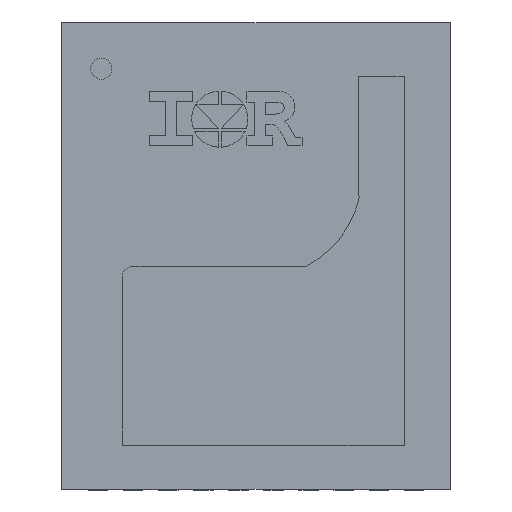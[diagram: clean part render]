
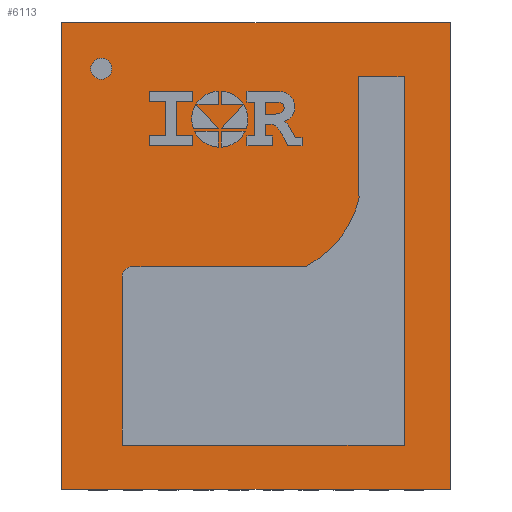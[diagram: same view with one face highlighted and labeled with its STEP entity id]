
A CAD part, top view. The second image highlights one B-rep face of the part: STEP entity #6113.
In plain terms, the highlighted planar face has unit normal (0, 0, 1).
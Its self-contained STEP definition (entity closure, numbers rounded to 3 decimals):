
#78=LINE('',#8843,#809);
#79=LINE('',#8845,#810);
#80=LINE('',#8847,#811);
#81=LINE('',#8848,#812);
#809=VECTOR('',#7048,1.);
#810=VECTOR('',#7049,1.);
#811=VECTOR('',#7050,1.);
#812=VECTOR('',#7051,1.);
#1541=PLANE('',#6508);
#1818=FACE_BOUND('',#2188,.T.);
#1824=FACE_OUTER_BOUND('',#2187,.T.);
#2187=EDGE_LOOP('',(#4227,#4228,#4229,#4230));
#2188=EDGE_LOOP('',(#4231));
#2551=CIRCLE('',#6505,0.135);
#2721=VERTEX_POINT('',#8835);
#2723=VERTEX_POINT('',#8841);
#2724=VERTEX_POINT('',#8842);
#2725=VERTEX_POINT('',#8844);
#2726=VERTEX_POINT('',#8846);
#3323=EDGE_CURVE('',#2721,#2721,#2551,.T.);
#3325=EDGE_CURVE('',#2723,#2724,#78,.T.);
#3326=EDGE_CURVE('',#2725,#2723,#79,.T.);
#3327=EDGE_CURVE('',#2726,#2725,#80,.T.);
#3328=EDGE_CURVE('',#2724,#2726,#81,.T.);
#4227=ORIENTED_EDGE('',*,*,#3325,.F.);
#4228=ORIENTED_EDGE('',*,*,#3326,.F.);
#4229=ORIENTED_EDGE('',*,*,#3327,.F.);
#4230=ORIENTED_EDGE('',*,*,#3328,.F.);
#4231=ORIENTED_EDGE('',*,*,#3323,.F.);
#6113=ADVANCED_FACE('',(#1824,#1818),#1541,.T.);
#6505=AXIS2_PLACEMENT_3D('',#8836,#7040,#7041);
#6508=AXIS2_PLACEMENT_3D('',#8840,#7046,#7047);
#7040=DIRECTION('center_axis',(0.,0.,1.));
#7041=DIRECTION('ref_axis',(0.,-1.,0.));
#7046=DIRECTION('center_axis',(0.,0.,1.));
#7047=DIRECTION('ref_axis',(1.,0.,0.));
#7048=DIRECTION('',(0.,1.,0.));
#7049=DIRECTION('',(-1.,0.,0.));
#7050=DIRECTION('',(0.,-1.,0.));
#7051=DIRECTION('',(1.,0.,0.));
#8835=CARTESIAN_POINT('',(-1.983,2.534,0.74));
#8836=CARTESIAN_POINT('Origin',(-1.983,2.399,0.74));
#8840=CARTESIAN_POINT('Origin',(0.,0.,0.74));
#8841=CARTESIAN_POINT('',(-2.49,-2.99,0.74));
#8842=CARTESIAN_POINT('',(-2.49,2.99,0.74));
#8843=CARTESIAN_POINT('',(-2.49,-1.495,0.74));
#8844=CARTESIAN_POINT('',(2.49,-2.99,0.74));
#8845=CARTESIAN_POINT('',(1.245,-2.99,0.74));
#8846=CARTESIAN_POINT('',(2.49,2.99,0.74));
#8847=CARTESIAN_POINT('',(2.49,1.495,0.74));
#8848=CARTESIAN_POINT('',(-1.245,2.99,0.74));
